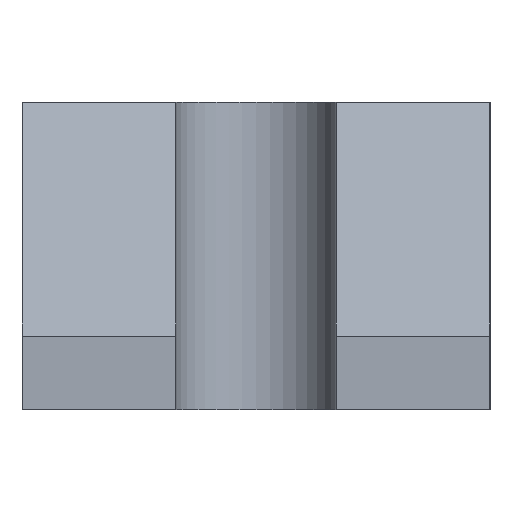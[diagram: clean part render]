
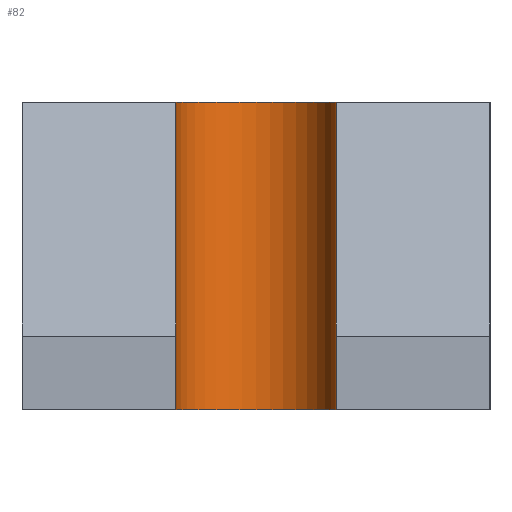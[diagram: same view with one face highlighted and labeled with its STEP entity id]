
A CAD part, left-side view. The second image highlights one B-rep face of the part: STEP entity #82.
In plain terms, the highlighted cylindrical face has radius 6.5 mm (diameter 13 mm), a partial arc.
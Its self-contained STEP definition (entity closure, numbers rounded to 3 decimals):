
#82 = ADVANCED_FACE( '', ( #102 ), #103, .F. );
#102 = FACE_OUTER_BOUND( '', #126, .T. );
#103 = CYLINDRICAL_SURFACE( '', #127, 6.5 );
#126 = EDGE_LOOP( '', ( #191, #192, #193, #194 ) );
#127 = AXIS2_PLACEMENT_3D( '', #195, #196, #197 );
#191 = ORIENTED_EDGE( '', *, *, #256, .T. );
#192 = ORIENTED_EDGE( '', *, *, #250, .F. );
#193 = ORIENTED_EDGE( '', *, *, #254, .F. );
#194 = ORIENTED_EDGE( '', *, *, #257, .T. );
#195 = CARTESIAN_POINT( '', ( 0., 0., 25. ) );
#196 = DIRECTION( '', ( 0., 0., 1. ) );
#197 = DIRECTION( '', ( -1., 0., 0. ) );
#250 = EDGE_CURVE( '', #293, #295, #296, .T. );
#254 = EDGE_CURVE( '', #300, #293, #302, .T. );
#256 = EDGE_CURVE( '', #304, #295, #305, .T. );
#257 = EDGE_CURVE( '', #300, #304, #306, .T. );
#293 = VERTEX_POINT( '', #358 );
#295 = VERTEX_POINT( '', #361 );
#296 = LINE( '', #362, #363 );
#300 = VERTEX_POINT( '', #369 );
#302 = CIRCLE( '', #372, 6.5 );
#304 = VERTEX_POINT( '', #375 );
#305 = CIRCLE( '', #376, 6.5 );
#306 = LINE( '', #377, #378 );
#358 = CARTESIAN_POINT( '', ( 0., -6.5, 25. ) );
#361 = CARTESIAN_POINT( '', ( 0., -6.5, 0. ) );
#362 = CARTESIAN_POINT( '', ( 0., -6.5, 25. ) );
#363 = VECTOR( '', #410, 1000. );
#369 = CARTESIAN_POINT( '', ( 0., 6.5, 25. ) );
#372 = AXIS2_PLACEMENT_3D( '', #414, #415, #416 );
#375 = CARTESIAN_POINT( '', ( 0., 6.5, 0. ) );
#376 = AXIS2_PLACEMENT_3D( '', #418, #419, #420 );
#377 = CARTESIAN_POINT( '', ( 0., 6.5, 25. ) );
#378 = VECTOR( '', #421, 1000. );
#410 = DIRECTION( '', ( 0., 0., -1. ) );
#414 = CARTESIAN_POINT( '', ( 0., 0., 25. ) );
#415 = DIRECTION( '', ( 0., 0., -1. ) );
#416 = DIRECTION( '', ( -1., 0., 0. ) );
#418 = CARTESIAN_POINT( '', ( 0., 0., 0. ) );
#419 = DIRECTION( '', ( 0., 0., -1. ) );
#420 = DIRECTION( '', ( -1., 0., 0. ) );
#421 = DIRECTION( '', ( 0., 0., -1. ) );
